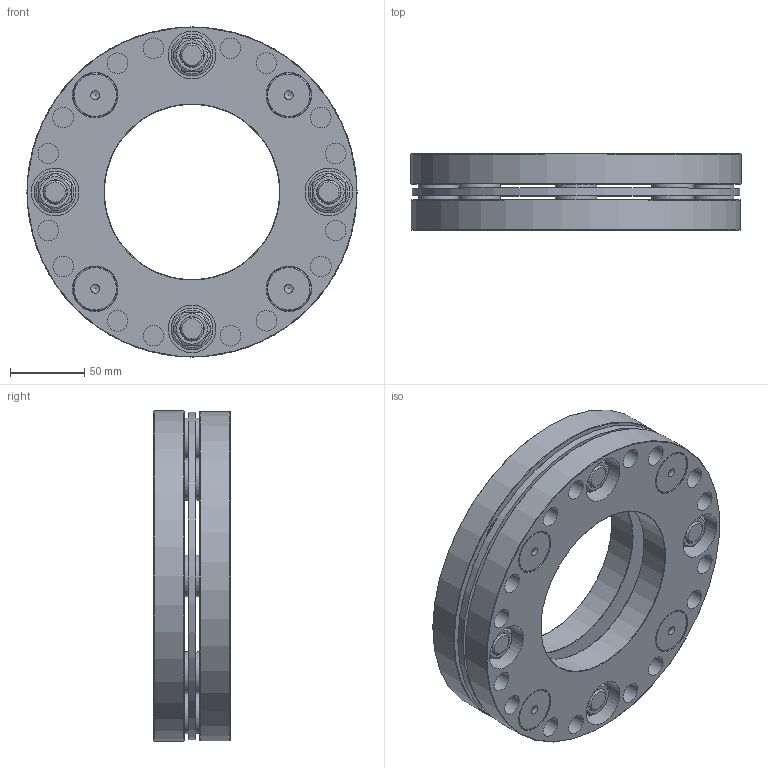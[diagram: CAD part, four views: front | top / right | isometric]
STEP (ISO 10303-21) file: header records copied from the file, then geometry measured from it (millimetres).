
FILE_DESCRIPTION(/* description */ ('Unknown'),/* implementation_level */ '2;1');
FILE_NAME(/* name */ 'HK80-64-00-00',/* time_stamp */ '2020-09-14T13:39:41+02:00',/* author */ ('Unknown'),/* organization */ ('Unknown'),/* preprocessor_version */ 'ST-DEVELOPER v16.7',/* originating_system */ 'Solid Edge',/* authorisation */ 'Unknown');
FILE_SCHEMA (('AUTOMOTIVE_DESIGN {1 0 10303 214 3 1 1}'));
Length unit declared in the file: millimetre
Products named in the file (1): Part6
Bounding box: 222 x 51.3 x 222 mm (x, y, z)
Volume: 1104037.7 mm3; surface area: 241086.2 mm2
Topology: 1 solids, 1 shells, 372 faces, 852 edges, 526 vertices
Faces by surface type: plane 142, cylinder 134, cone 72, torus 24
Full cylindrical faces by diameter (mm): 13.835 x32, 28 x24, 29.5 x8, 30 x8, 32 x8, 118 x2, 140 x1, 220 x1, 222 x2
Entity records: 12047 total; most frequent: CARTESIAN_POINT 1733, DIRECTION 1714, ORIENTED_EDGE 1208, AXIS2_PLACEMENT_3D 785, FACE_BOUND 704, EDGE_LOOP 696, EDGE_CURVE 604, VERTEX_POINT 468
